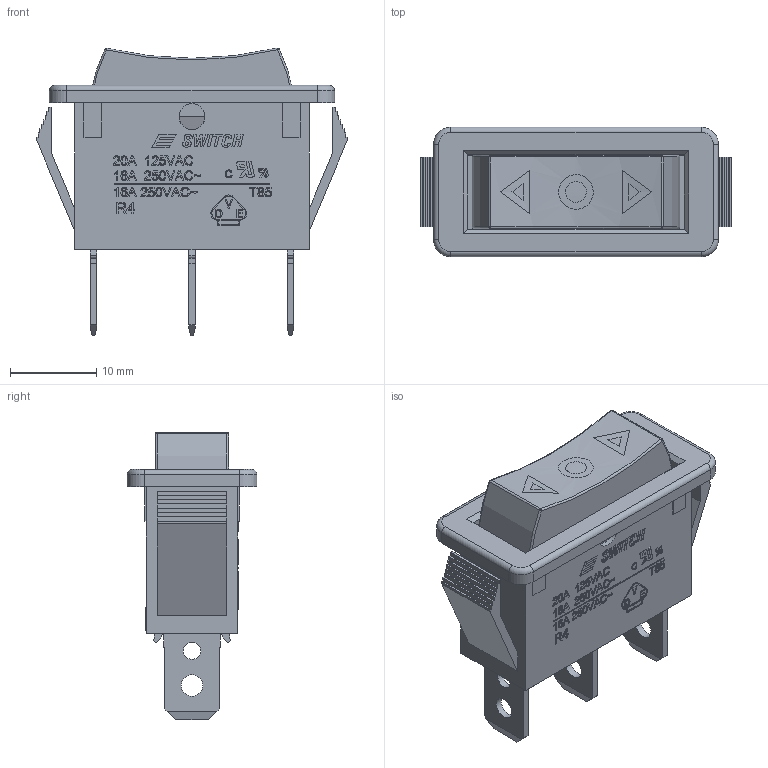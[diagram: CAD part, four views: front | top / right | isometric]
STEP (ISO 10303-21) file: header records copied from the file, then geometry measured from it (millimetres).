
FILE_DESCRIPTION((' '),'2;1');
FILE_NAME('R4GxxxxxxHF0.stp','2017-07-31T13:53:45',(' '),(' '),' ','ACIS',' ');
FILE_SCHEMA(('CONFIG_CONTROL_DESIGN'));
Length unit declared in the file: inch
Products named in the file (1): R4GxxxxxxHF0.stp
Bounding box: 36 x 15 x 33.33 mm (x, y, z)
Volume: 3167.8 mm3; surface area: 6465.6 mm2
Topology: 1 solids, 1 shells, 1026 faces, 2735 edges, 1809 vertices
Faces by surface type: plane 641, bspline 299, cylinder 70, torus 10, sphere 4, cone 2
Full cylindrical faces by diameter (mm): 2 x4, 2.5 x3, 3 x4, 3.4 x1
Entity records: 33697 total; most frequent: CARTESIAN_POINT 9971, ORIENTED_EDGE 5446, DIRECTION 3728, EDGE_CURVE 2723, VECTOR 1948, LINE 1948, VERTEX_POINT 1807, EDGE_LOOP 1150
